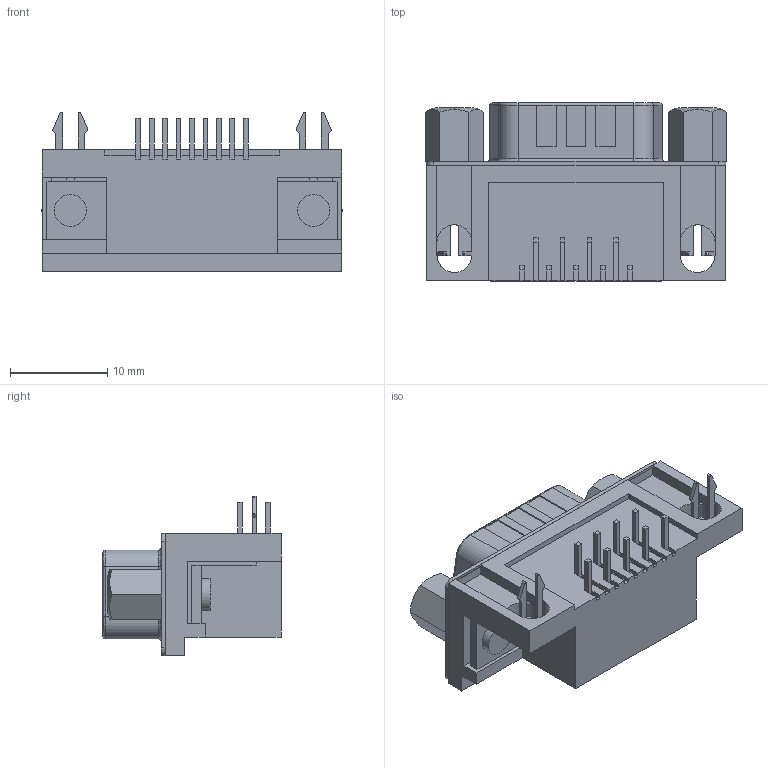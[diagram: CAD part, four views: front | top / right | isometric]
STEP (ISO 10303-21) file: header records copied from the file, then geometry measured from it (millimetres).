
FILE_DESCRIPTION (( 'STEP AP203' ), '1' );
FILE_NAME ('SD9P-RA-PC.STEP', '2011-05-03T18:42:03', ( 'x' ), ( 'Microsoft' ), 'SwSTEP 2.0', 'SolidWorks 2010', '' );
FILE_SCHEMA (( 'CONFIG_CONTROL_DESIGN' ));
Length unit declared in the file: inch
Products named in the file (1): SD9P-RA-PC
Bounding box: 30.99 x 18.3 x 16.35 mm (x, y, z)
Volume: 3389 mm3; surface area: 3335.3 mm2
Topology: 1 solids, 3 shells, 412 faces, 1183 edges, 752 vertices
Faces by surface type: plane 313, cylinder 78, bspline 17, torus 4
Entity records: 13635 total; most frequent: CARTESIAN_POINT 2763, ORIENTED_EDGE 2330, DIRECTION 2151, EDGE_CURVE 1165, VECTOR 923, LINE 923, VERTEX_POINT 752, AXIS2_PLACEMENT_3D 614
